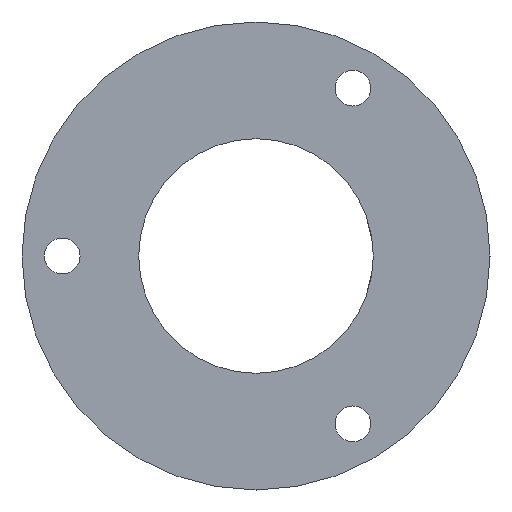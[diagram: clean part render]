
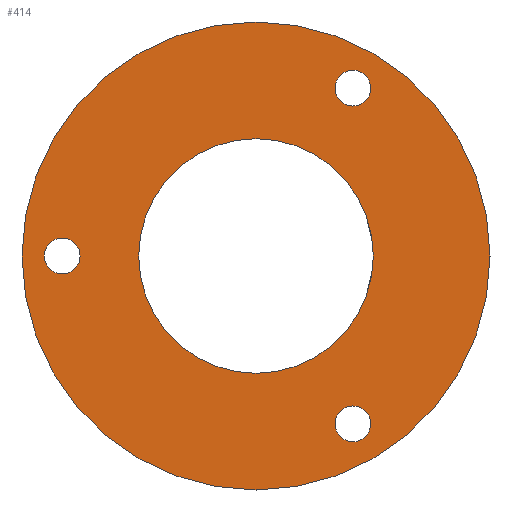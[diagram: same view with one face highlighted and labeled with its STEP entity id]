
A CAD part, front view. The second image highlights one B-rep face of the part: STEP entity #414.
In plain terms, the highlighted planar face has unit normal (0, -1, 0).
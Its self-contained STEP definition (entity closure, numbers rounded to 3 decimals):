
#12 = CIRCLE ( 'NONE', #504, 42.5 ) ;
#18 = EDGE_CURVE ( 'NONE', #677, #329, #487, .T. ) ;
#36 = DIRECTION ( 'NONE',  ( 0., 0., 1. ) ) ;
#37 = FACE_BOUND ( 'NONE', #1006, .T. ) ;
#41 = CARTESIAN_POINT ( 'NONE',  ( 17.6, 0., 30.484 ) ) ;
#42 = EDGE_CURVE ( 'NONE', #329, #677, #436, .T. ) ;
#45 = CARTESIAN_POINT ( 'NONE',  ( 0., 0., 0. ) ) ;
#50 = VERTEX_POINT ( 'NONE', #507 ) ;
#54 = EDGE_CURVE ( 'NONE', #712, #447, #1019, .T. ) ;
#69 = CARTESIAN_POINT ( 'NONE',  ( 0., 0., -21.3 ) ) ;
#70 = ORIENTED_EDGE ( 'NONE', *, *, #423, .F. ) ;
#77 = EDGE_CURVE ( 'NONE', #212, #634, #121, .T. ) ;
#79 = EDGE_LOOP ( 'NONE', ( #530, #704 ) ) ;
#101 = ORIENTED_EDGE ( 'NONE', *, *, #716, .T. ) ;
#121 = CIRCLE ( 'NONE', #536, 3.25 ) ;
#122 = FACE_OUTER_BOUND ( 'NONE', #251, .T. ) ;
#134 = CIRCLE ( 'NONE', #812, 21.3 ) ;
#144 = EDGE_CURVE ( 'NONE', #447, #712, #500, .T. ) ;
#173 = CARTESIAN_POINT ( 'NONE',  ( 0., 0., 42.5 ) ) ;
#183 = AXIS2_PLACEMENT_3D ( 'NONE', #921, #748, #590 ) ;
#193 = DIRECTION ( 'NONE',  ( 0.866, 0., 0.5 ) ) ;
#196 = AXIS2_PLACEMENT_3D ( 'NONE', #832, #347, #1025 ) ;
#204 = DIRECTION ( 'NONE',  ( 0., 1., 0. ) ) ;
#210 = CARTESIAN_POINT ( 'NONE',  ( 17.6, 0., 33.734 ) ) ;
#212 = VERTEX_POINT ( 'NONE', #606 ) ;
#217 = AXIS2_PLACEMENT_3D ( 'NONE', #577, #661, #1012 ) ;
#239 = AXIS2_PLACEMENT_3D ( 'NONE', #350, #927, #36 ) ;
#251 = EDGE_LOOP ( 'NONE', ( #101, #646 ) ) ;
#278 = FACE_BOUND ( 'NONE', #324, .T. ) ;
#280 = CARTESIAN_POINT ( 'NONE',  ( 17.6, 0., -30.484 ) ) ;
#291 = AXIS2_PLACEMENT_3D ( 'NONE', #578, #659, #193 ) ;
#324 = EDGE_LOOP ( 'NONE', ( #564, #579 ) ) ;
#325 = CIRCLE ( 'NONE', #490, 21.3 ) ;
#329 = VERTEX_POINT ( 'NONE', #992 ) ;
#347 = DIRECTION ( 'NONE',  ( 0., -1., 0. ) ) ;
#350 = CARTESIAN_POINT ( 'NONE',  ( -21.3, 0., 0. ) ) ;
#361 = DIRECTION ( 'NONE',  ( 0., 0., 1. ) ) ;
#371 = CARTESIAN_POINT ( 'NONE',  ( 0., 0., 0. ) ) ;
#414 = ADVANCED_FACE ( 'NONE', ( #278, #37, #986, #663, #122 ), #831, .F. ) ;
#418 = DIRECTION ( 'NONE',  ( -0.866, 0., 0.5 ) ) ;
#423 = EDGE_CURVE ( 'NONE', #634, #212, #709, .T. ) ;
#431 = CARTESIAN_POINT ( 'NONE',  ( -35.2, 0., 3.25 ) ) ;
#436 = CIRCLE ( 'NONE', #670, 3.25 ) ;
#447 = VERTEX_POINT ( 'NONE', #1023 ) ;
#454 = EDGE_CURVE ( 'NONE', #50, #852, #134, .T. ) ;
#487 = CIRCLE ( 'NONE', #217, 3.25 ) ;
#490 = AXIS2_PLACEMENT_3D ( 'NONE', #45, #204, #361 ) ;
#500 = CIRCLE ( 'NONE', #991, 3.25 ) ;
#504 = AXIS2_PLACEMENT_3D ( 'NONE', #371, #860, #968 ) ;
#507 = CARTESIAN_POINT ( 'NONE',  ( 0., 0., 21.3 ) ) ;
#528 = CARTESIAN_POINT ( 'NONE',  ( -35.2, 0., 0. ) ) ;
#530 = ORIENTED_EDGE ( 'NONE', *, *, #144, .F. ) ;
#533 = ORIENTED_EDGE ( 'NONE', *, *, #77, .F. ) ;
#536 = AXIS2_PLACEMENT_3D ( 'NONE', #280, #603, #847 ) ;
#549 = CARTESIAN_POINT ( 'NONE',  ( 0., 0., -42.5 ) ) ;
#552 = EDGE_CURVE ( 'NONE', #1020, #856, #12, .T. ) ;
#564 = ORIENTED_EDGE ( 'NONE', *, *, #730, .T. ) ;
#577 = CARTESIAN_POINT ( 'NONE',  ( 17.6, 0., 30.484 ) ) ;
#578 = CARTESIAN_POINT ( 'NONE',  ( 17.6, 0., -30.484 ) ) ;
#579 = ORIENTED_EDGE ( 'NONE', *, *, #454, .T. ) ;
#590 = DIRECTION ( 'NONE',  ( 0., 0., -1. ) ) ;
#603 = DIRECTION ( 'NONE',  ( 0., -1., 0. ) ) ;
#606 = CARTESIAN_POINT ( 'NONE',  ( 17.6, 0., -33.734 ) ) ;
#634 = VERTEX_POINT ( 'NONE', #843 ) ;
#646 = ORIENTED_EDGE ( 'NONE', *, *, #552, .T. ) ;
#659 = DIRECTION ( 'NONE',  ( 0., -1., 0. ) ) ;
#661 = DIRECTION ( 'NONE',  ( 0., -1., 0. ) ) ;
#663 = FACE_BOUND ( 'NONE', #79, .T. ) ;
#670 = AXIS2_PLACEMENT_3D ( 'NONE', #41, #1011, #418 ) ;
#677 = VERTEX_POINT ( 'NONE', #210 ) ;
#678 = DIRECTION ( 'NONE',  ( 0., 0., -1. ) ) ;
#704 = ORIENTED_EDGE ( 'NONE', *, *, #54, .F. ) ;
#709 = CIRCLE ( 'NONE', #291, 3.25 ) ;
#712 = VERTEX_POINT ( 'NONE', #431 ) ;
#716 = EDGE_CURVE ( 'NONE', #856, #1020, #1042, .T. ) ;
#730 = EDGE_CURVE ( 'NONE', #852, #50, #325, .T. ) ;
#748 = DIRECTION ( 'NONE',  ( 0., -1., 0. ) ) ;
#760 = DIRECTION ( 'NONE',  ( 0., -1., 0. ) ) ;
#812 = AXIS2_PLACEMENT_3D ( 'NONE', #861, #1057, #975 ) ;
#831 = PLANE ( 'NONE',  #239 ) ;
#832 = CARTESIAN_POINT ( 'NONE',  ( 0., 0., 0. ) ) ;
#843 = CARTESIAN_POINT ( 'NONE',  ( 17.6, 0., -27.234 ) ) ;
#847 = DIRECTION ( 'NONE',  ( 0.866, 0., 0.5 ) ) ;
#852 = VERTEX_POINT ( 'NONE', #69 ) ;
#856 = VERTEX_POINT ( 'NONE', #549 ) ;
#860 = DIRECTION ( 'NONE',  ( 0., -1., 0. ) ) ;
#861 = CARTESIAN_POINT ( 'NONE',  ( 0., 0., 0. ) ) ;
#875 = ORIENTED_EDGE ( 'NONE', *, *, #42, .F. ) ;
#921 = CARTESIAN_POINT ( 'NONE',  ( -35.2, 0., 0. ) ) ;
#927 = DIRECTION ( 'NONE',  ( 0., 1., 0. ) ) ;
#950 = ORIENTED_EDGE ( 'NONE', *, *, #18, .F. ) ;
#968 = DIRECTION ( 'NONE',  ( 0., 0., -1. ) ) ;
#975 = DIRECTION ( 'NONE',  ( 0., 0., 1. ) ) ;
#986 = FACE_BOUND ( 'NONE', #1044, .T. ) ;
#991 = AXIS2_PLACEMENT_3D ( 'NONE', #528, #760, #678 ) ;
#992 = CARTESIAN_POINT ( 'NONE',  ( 17.6, 0., 27.234 ) ) ;
#1006 = EDGE_LOOP ( 'NONE', ( #533, #70 ) ) ;
#1011 = DIRECTION ( 'NONE',  ( 0., -1., 0. ) ) ;
#1012 = DIRECTION ( 'NONE',  ( -0.866, 0., 0.5 ) ) ;
#1019 = CIRCLE ( 'NONE', #183, 3.25 ) ;
#1020 = VERTEX_POINT ( 'NONE', #173 ) ;
#1023 = CARTESIAN_POINT ( 'NONE',  ( -35.2, 0., -3.25 ) ) ;
#1025 = DIRECTION ( 'NONE',  ( 0., 0., -1. ) ) ;
#1042 = CIRCLE ( 'NONE', #196, 42.5 ) ;
#1044 = EDGE_LOOP ( 'NONE', ( #875, #950 ) ) ;
#1057 = DIRECTION ( 'NONE',  ( 0., 1., 0. ) ) ;
